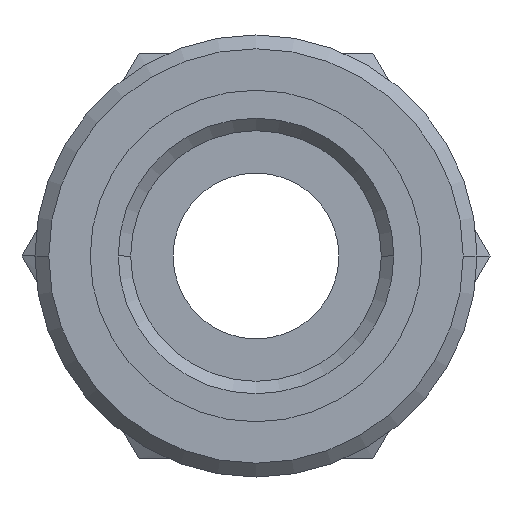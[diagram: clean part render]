
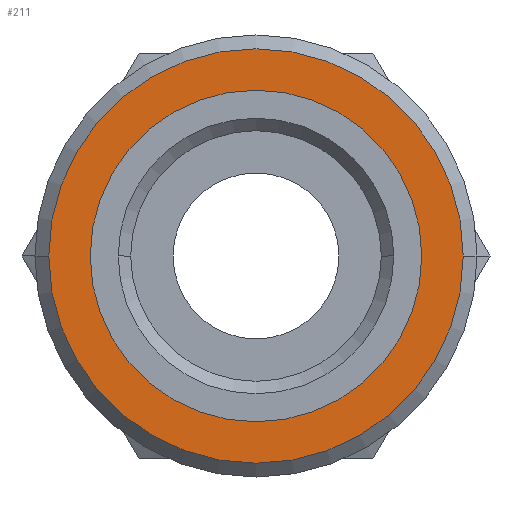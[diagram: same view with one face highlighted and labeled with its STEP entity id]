
A CAD part, front view. The second image highlights one B-rep face of the part: STEP entity #211.
In plain terms, the highlighted planar face has unit normal (0, -1, 0).
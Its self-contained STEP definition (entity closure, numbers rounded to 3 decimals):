
#211=ADVANCED_FACE('',(#432,#433),#434,.T.);
#432=FACE_BOUND('',#655,.T.);
#433=FACE_OUTER_BOUND('',#656,.T.);
#434=PLANE('',#657);
#655=EDGE_LOOP('',(#1172,#1173));
#656=EDGE_LOOP('',(#1174,#1175));
#657=AXIS2_PLACEMENT_3D('',#1176,#1177,#1178);
#1172=ORIENTED_EDGE('',*,*,#1417,.T.);
#1173=ORIENTED_EDGE('',*,*,#1317,.T.);
#1174=ORIENTED_EDGE('',*,*,#1452,.F.);
#1175=ORIENTED_EDGE('',*,*,#1354,.F.);
#1176=CARTESIAN_POINT('',(5.625,0.1,0.0));
#1177=DIRECTION('',(-0.0,-1.0,-0.0));
#1178=DIRECTION('',(-1.0,0.0,0.0));
#1317=EDGE_CURVE('',#1571,#1575,#1577,.T.);
#1354=EDGE_CURVE('',#1627,#1624,#1629,.T.);
#1417=EDGE_CURVE('',#1575,#1571,#1711,.T.);
#1452=EDGE_CURVE('',#1624,#1627,#1749,.T.);
#1571=VERTEX_POINT('',#2006);
#1575=VERTEX_POINT('',#2011);
#1577=CIRCLE('',#2014,9.0);
#1624=VERTEX_POINT('',#2087);
#1627=VERTEX_POINT('',#2091);
#1629=CIRCLE('',#2094,11.25);
#1711=CIRCLE('',#2253,9.0);
#1749=CIRCLE('',#2343,11.25);
#2006=CARTESIAN_POINT('',(9.0,0.1,0.));
#2011=CARTESIAN_POINT('',(-9.0,0.1,0.));
#2014=AXIS2_PLACEMENT_3D('',#2451,#2452,#2453);
#2087=CARTESIAN_POINT('',(11.25,0.1,0.0));
#2091=CARTESIAN_POINT('',(-11.25,0.1,0.));
#2094=AXIS2_PLACEMENT_3D('',#2517,#2518,#2519);
#2253=AXIS2_PLACEMENT_3D('',#2609,#2610,#2611);
#2343=AXIS2_PLACEMENT_3D('',#2632,#2633,#2634);
#2451=CARTESIAN_POINT('',(0.0,0.1,0.0));
#2452=DIRECTION('',(-0.0,1.0,0.0));
#2453=DIRECTION('',(1.0,0.0,0.0));
#2517=CARTESIAN_POINT('',(0.0,0.1,0.0));
#2518=DIRECTION('',(-0.0,1.0,0.0));
#2519=DIRECTION('',(1.0,0.0,0.0));
#2609=CARTESIAN_POINT('',(0.0,0.1,0.0));
#2610=DIRECTION('',(-0.0,1.0,0.0));
#2611=DIRECTION('',(1.0,0.0,0.0));
#2632=CARTESIAN_POINT('',(0.0,0.1,0.0));
#2633=DIRECTION('',(-0.0,1.0,0.0));
#2634=DIRECTION('',(1.0,0.0,0.0));
